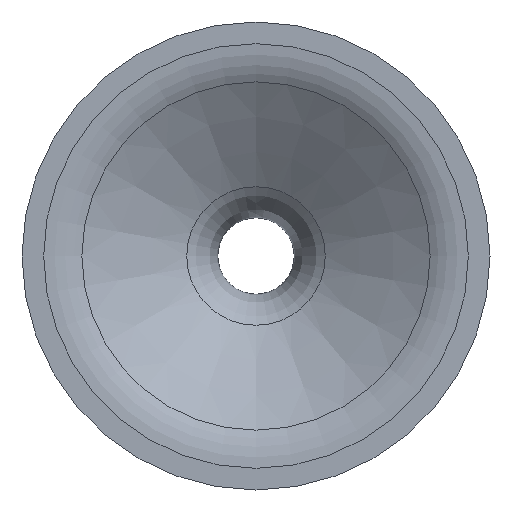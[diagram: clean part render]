
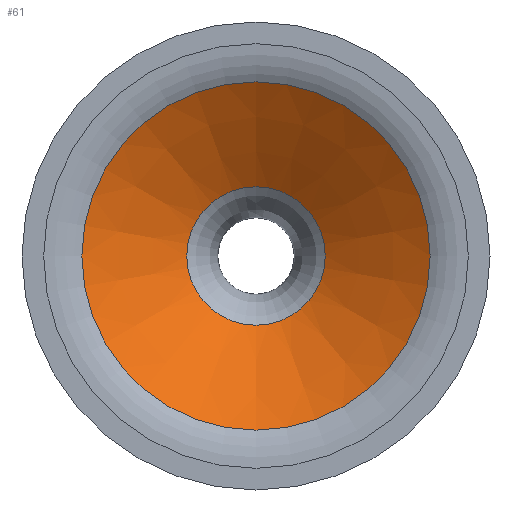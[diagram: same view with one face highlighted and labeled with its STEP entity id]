
A CAD part, left-side view. The second image highlights one B-rep face of the part: STEP entity #61.
In plain terms, the highlighted conical face has half-angle 56.529 degrees and reference radius 3.994 mm.
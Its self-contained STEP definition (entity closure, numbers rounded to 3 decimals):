
#61 = ADVANCED_FACE( '', ( #128, #129 ), #130, .F. );
#128 = FACE_OUTER_BOUND( '', #187, .T. );
#129 = FACE_BOUND( '', #188, .T. );
#130 = CONICAL_SURFACE( '', #189, 3.994, 0.987 );
#187 = EDGE_LOOP( '', ( #264 ) );
#188 = EDGE_LOOP( '', ( #265 ) );
#189 = AXIS2_PLACEMENT_3D( '', #266, #267, #268 );
#264 = ORIENTED_EDGE( '', *, *, #291, .T. );
#265 = ORIENTED_EDGE( '', *, *, #273, .F. );
#266 = CARTESIAN_POINT( '', ( -10.337, 0., 0. ) );
#267 = DIRECTION( '', ( -1., 0., 0. ) );
#268 = DIRECTION( '', ( 0., 0., 1. ) );
#273 = EDGE_CURVE( '', #301, #301, #302, .T. );
#291 = EDGE_CURVE( '', #329, #329, #330, .T. );
#301 = VERTEX_POINT( '', #340 );
#302 = CIRCLE( '', #341, 3.994 );
#329 = VERTEX_POINT( '', #368 );
#330 = CIRCLE( '', #369, 10.044 );
#340 = CARTESIAN_POINT( '', ( -10.337, 0., 3.994 ) );
#341 = AXIS2_PLACEMENT_3D( '', #379, #380, #381 );
#368 = CARTESIAN_POINT( '', ( -14.337, 0., 10.044 ) );
#369 = AXIS2_PLACEMENT_3D( '', #409, #410, #411 );
#379 = CARTESIAN_POINT( '', ( -10.337, 0., 0. ) );
#380 = DIRECTION( '', ( -1., 0., 0. ) );
#381 = DIRECTION( '', ( 0., 0., 1. ) );
#409 = CARTESIAN_POINT( '', ( -14.337, 0., 0. ) );
#410 = DIRECTION( '', ( -1., 0., 0. ) );
#411 = DIRECTION( '', ( 0., 0., 1. ) );
